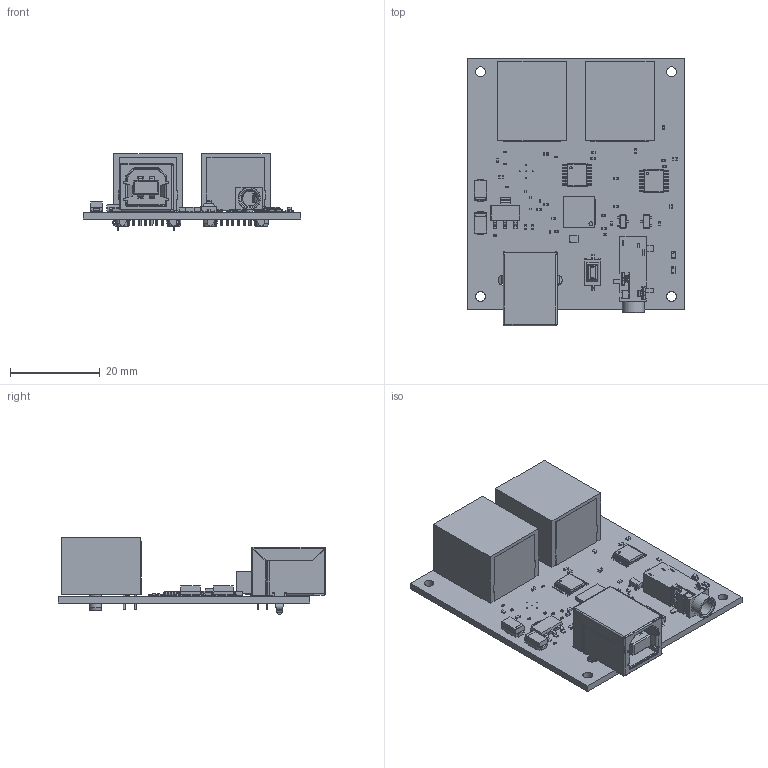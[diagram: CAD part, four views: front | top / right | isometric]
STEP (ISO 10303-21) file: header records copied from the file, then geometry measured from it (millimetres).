
FILE_DESCRIPTION(('KiCad electronic assembly'),'2;1');
FILE_NAME('digirig_icom.step','2026-01-18T09:58:41',('Pcbnew'),('Kicad') ,'Open CASCADE STEP processor 7.9','KiCad to STEP converter','Unknown' );
FILE_SCHEMA(('AUTOMOTIVE_DESIGN { 1 0 10303 214 1 1 1 1 }'));
Length unit declared in the file: millimetre
Products named in the file (27): digirig_icom 1; C_0201_0603Metric; 54602-908LFc; C_0402_1005Metric; TSSOP-16_4.4x5mm_P0.65mm; R_0402_1005Metric; Same_Sky_SJ-3523-SMT-TR; D_SMA; R_0603_1608Metric; SOT-223; RP2350A-CT; Body; ThermalPin; PinsArrayLR; PinsArrayTB; SOT-23; SW_SPST_CK_RS282G05A3; lumberg_2411_06; Skin_Group1; Skin_Group5; Skin_Group3; Skin_Group2; Skin_Group6; Skin_Group4; AOTA-B201610S3R3-101-T; LED_0603_1608Metric; digirig_icom_PCB
Assembly tree (61 placements, depth 3):
  digirig_icom 1
    C_0201_0603Metric  x11
    54602-908LFc  x2
    C_0402_1005Metric  x9
    TSSOP-16_4.4x5mm_P0.65mm  x2
    R_0402_1005Metric  x14
    Same_Sky_SJ-3523-SMT-TR
    D_SMA  x2
    R_0603_1608Metric
    SOT-223
    RP2350A-CT
      Body
      ThermalPin
      PinsArrayLR
      PinsArrayTB
    SOT-23  x2
    SW_SPST_CK_RS282G05A3
    lumberg_2411_06
      Skin_Group1
      Skin_Group5
      Skin_Group3
      Skin_Group2
      Skin_Group6
      Skin_Group4
    AOTA-B201610S3R3-101-T
    LED_0603_1608Metric
    digirig_icom_PCB
Bounding box: 48.5 x 59.5 x 17 mm (x, y, z)
Volume: 10587.6 mm3; surface area: 15164.3 mm2
Topology: 116 solids, 117 shells, 3539 faces, 9230 edges, 5981 vertices
Faces by surface type: plane 2341, cylinder 958, bspline 203, torus 26, cone 11
Full cylindrical faces by diameter (mm): 0.2 x5, 0.5 x2, 0.76 x16, 0.875 x1, 0.95 x4, 1.7 x2, 2.2 x4, 2.3 x2, 3.2 x4
Entity records: 81225 total; most frequent: CARTESIAN_POINT 16380, ORIENTED_EDGE 11496, DIRECTION 10820, EDGE_CURVE 5752, LINE 4448, VECTOR 4448, VERTEX_POINT 3727, AXIS2_PLACEMENT_3D 3186
